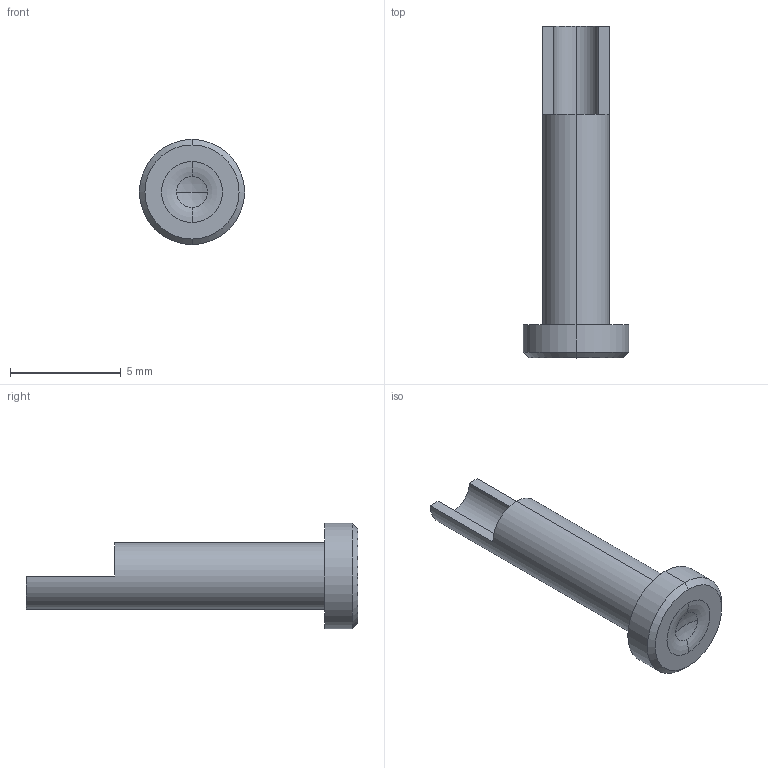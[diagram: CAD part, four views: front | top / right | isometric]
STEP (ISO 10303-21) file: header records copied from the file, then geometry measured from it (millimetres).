
FILE_DESCRIPTION (( 'STEP AP203' ), '1' );
FILE_NAME ('positive_terminal^jig.STEP', '2023-07-14T19:48:51', ( '' ), ( '' ), 'SwSTEP 2.0', 'SolidWorks 2021', '' );
FILE_SCHEMA (( 'CONFIG_CONTROL_DESIGN' ));
Length unit declared in the file: millimetre
Products named in the file (1): positive_terminal^jig
Bounding box: 4.75 x 15 x 4.75 mm (x, y, z)
Volume: 97.6 mm3; surface area: 186.9 mm2
Topology: 1 solids, 1 shells, 19 faces, 44 edges, 29 vertices
Faces by surface type: plane 7, cylinder 6, cone 2, torus 2, sphere 2
Entity records: 635 total; most frequent: DIRECTION 112, CARTESIAN_POINT 93, ORIENTED_EDGE 88, AXIS2_PLACEMENT_3D 48, EDGE_CURVE 44, VERTEX_POINT 29, CIRCLE 28, EDGE_LOOP 21
